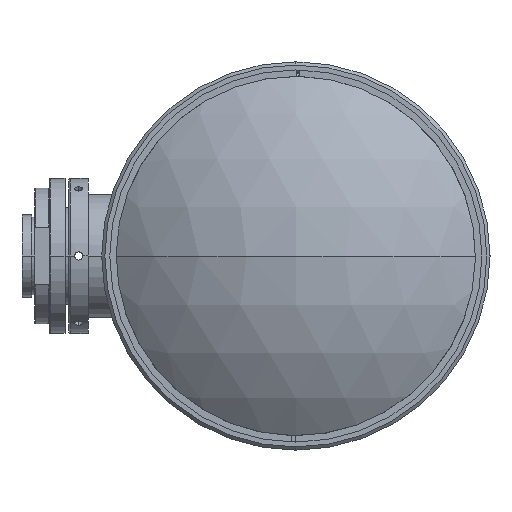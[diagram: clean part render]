
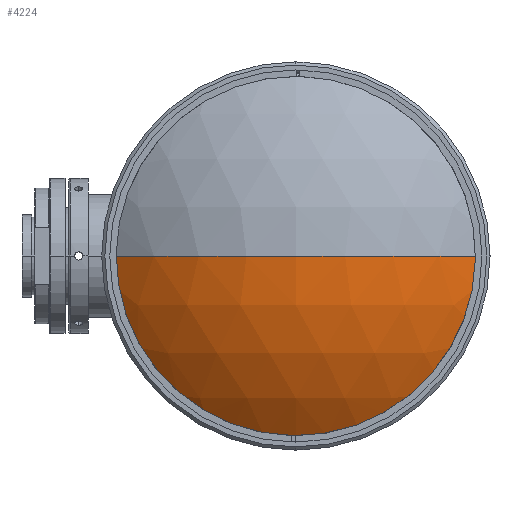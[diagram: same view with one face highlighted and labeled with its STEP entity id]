
A CAD part, left-side view. The second image highlights one B-rep face of the part: STEP entity #4224.
In plain terms, the highlighted spherical face has radius 88.646 mm.
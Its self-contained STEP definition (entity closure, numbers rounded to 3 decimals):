
#783 = DIRECTION ( 'NONE',  ( 0., 1., 0. ) ) ;
#1345 = DIRECTION ( 'NONE',  ( 0., 0., 1. ) ) ;
#1380 = CARTESIAN_POINT ( 'NONE',  ( 20.339, -56.5, 0. ) ) ;
#1686 = DIRECTION ( 'NONE',  ( 0., 1., 0. ) ) ;
#2269 = ORIENTED_EDGE ( 'NONE', *, *, #10779, .T. ) ;
#2732 = FACE_OUTER_BOUND ( 'NONE', #6158, .T. ) ;
#2916 = CARTESIAN_POINT ( 'NONE',  ( 88.646, 0., 0. ) ) ;
#3588 = DIRECTION ( 'NONE',  ( 1., 0., 0. ) ) ;
#4224 = ADVANCED_FACE ( 'NONE', ( #2732 ), #8040, .T. ) ;
#4492 = CARTESIAN_POINT ( 'NONE',  ( 20.339, 0., 0. ) ) ;
#4827 = AXIS2_PLACEMENT_3D ( 'NONE', #2916, #11999, #783 ) ;
#5385 = ORIENTED_EDGE ( 'NONE', *, *, #7619, .F. ) ;
#5443 = CARTESIAN_POINT ( 'NONE',  ( 0., 0., 0. ) ) ;
#5632 = CARTESIAN_POINT ( 'NONE',  ( 20.339, 56.5, 0. ) ) ;
#6158 = EDGE_LOOP ( 'NONE', ( #2269, #7368, #5385 ) ) ;
#6561 = VERTEX_POINT ( 'NONE', #5443 ) ;
#7368 = ORIENTED_EDGE ( 'NONE', *, *, #9873, .T. ) ;
#7619 = EDGE_CURVE ( 'NONE', #11561, #6561, #7761, .T. ) ;
#7761 = CIRCLE ( 'NONE', #13207, 88.646 ) ;
#8040 = SPHERICAL_SURFACE ( 'NONE', #4827, 88.646 ) ;
#9873 = EDGE_CURVE ( 'NONE', #12356, #6561, #10092, .T. ) ;
#9905 = AXIS2_PLACEMENT_3D ( 'NONE', #4492, #12531, #1345 ) ;
#10092 = CIRCLE ( 'NONE', #10585, 88.646 ) ;
#10559 = CIRCLE ( 'NONE', #9905, 56.5 ) ;
#10585 = AXIS2_PLACEMENT_3D ( 'NONE', #10948, #13123, #1686 ) ;
#10717 = DIRECTION ( 'NONE',  ( 0., 0., 1. ) ) ;
#10779 = EDGE_CURVE ( 'NONE', #11561, #12356, #10559, .T. ) ;
#10948 = CARTESIAN_POINT ( 'NONE',  ( 88.646, 0., 0. ) ) ;
#11561 = VERTEX_POINT ( 'NONE', #5632 ) ;
#11774 = CARTESIAN_POINT ( 'NONE',  ( 88.646, 0., 0. ) ) ;
#11999 = DIRECTION ( 'NONE',  ( 0., 0., -1. ) ) ;
#12356 = VERTEX_POINT ( 'NONE', #1380 ) ;
#12531 = DIRECTION ( 'NONE',  ( -1., 0., 0. ) ) ;
#13123 = DIRECTION ( 'NONE',  ( 0., 0., -1. ) ) ;
#13207 = AXIS2_PLACEMENT_3D ( 'NONE', #11774, #10717, #3588 ) ;
